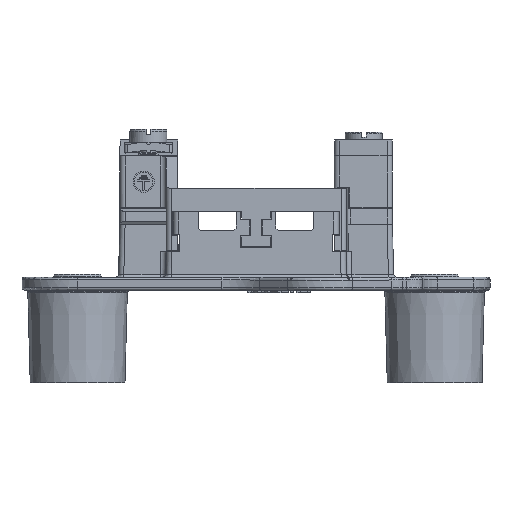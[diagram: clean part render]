
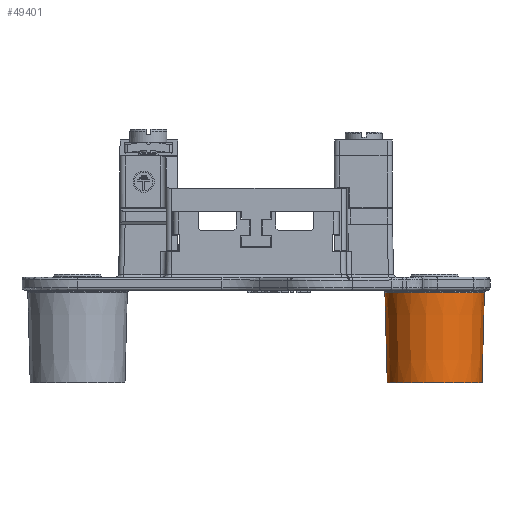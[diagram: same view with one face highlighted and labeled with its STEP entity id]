
A CAD part, left-side view. The second image highlights one B-rep face of the part: STEP entity #49401.
In plain terms, the highlighted conical face has half-angle 1.5 degrees and reference radius 9.207 mm.
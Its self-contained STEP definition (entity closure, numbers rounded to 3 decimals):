
#6725=CARTESIAN_POINT('',(14.45,60.71,-2.345));
#6726=DIRECTION('',(0.,0.,1.));
#6727=DIRECTION('',(0.,1.,0.));
#6728=AXIS2_PLACEMENT_3D('',#6725,#6726,#6727);
#6749=DIRECTION('',(0.,-0.026,1.));
#6750=VECTOR('',#6749,17.019);
#6751=CARTESIAN_POINT('',(14.45,51.726,-19.358));
#6752=LINE('',#6751,#6750);
#6756=DIRECTION('',(0.,0.026,1.));
#6757=VECTOR('',#6756,17.019);
#6758=CARTESIAN_POINT('',(14.45,69.695,-19.358));
#6759=LINE('',#6758,#6757);
#6763=CARTESIAN_POINT('',(14.45,60.71,-2.345));
#6764=DIRECTION('',(0.,0.,1.));
#6765=DIRECTION('',(-0.04,0.999,0.));
#6766=AXIS2_PLACEMENT_3D('',#6763,#6764,#6765);
#6843=CARTESIAN_POINT('',(14.45,60.71,-19.358));
#6844=DIRECTION('',(0.,0.,-1.));
#6845=DIRECTION('',(0.,-1.,0.));
#6846=AXIS2_PLACEMENT_3D('',#6843,#6844,#6845);
#41010=CARTESIAN_POINT('',(14.45,69.695,
-19.358));
#41011=CARTESIAN_POINT('',(14.45,70.14,
-2.345));
#41012=VERTEX_POINT('',#41010);
#41013=VERTEX_POINT('',#41011);
#41014=CARTESIAN_POINT('',(14.45,51.726,
-19.358));
#41015=CARTESIAN_POINT('',(14.45,51.281,
-2.345));
#41016=VERTEX_POINT('',#41014);
#41017=VERTEX_POINT('',#41015);
#41028=CARTESIAN_POINT('',(14.075,70.133,
-2.345));
#41029=VERTEX_POINT('',#41028);
#49385=CARTESIAN_POINT('',(14.45,60.71,
-10.852));
#49386=DIRECTION('',(0.,0.,1.));
#49387=DIRECTION('',(0.,-1.,0.));
#49388=AXIS2_PLACEMENT_3D('',#49385,#49386,#49387);
#49389=CONICAL_SURFACE('',#49388,9.207,1.5);
#49391=ORIENTED_EDGE('',*,*,#49390,.T.);
#49393=ORIENTED_EDGE('',*,*,#49392,.F.);
#49395=ORIENTED_EDGE('',*,*,#49394,.T.);
#49397=ORIENTED_EDGE('',*,*,#49396,.T.);
#49398=ORIENTED_EDGE('',*,*,#49373,.T.);
#49399=EDGE_LOOP('',(#49391,#49393,#49395,#49397,#49398));
#49400=FACE_OUTER_BOUND('',#49399,.F.);
#49401=ADVANCED_FACE('',(#49400),#49389,.T.);
#6729=CIRCLE('',#6728,9.43);
#6767=CIRCLE('',#6766,9.43);
#6847=CIRCLE('',#6846,8.984);
#49373=EDGE_CURVE('',#41013,#41029,#6729,.T.);
#49390=EDGE_CURVE('',#41029,#41017,#6767,.T.);
#49392=EDGE_CURVE('',#41016,#41017,#6752,.T.);
#49394=EDGE_CURVE('',#41016,#41012,#6847,.T.);
#49396=EDGE_CURVE('',#41012,#41013,#6759,.T.);
